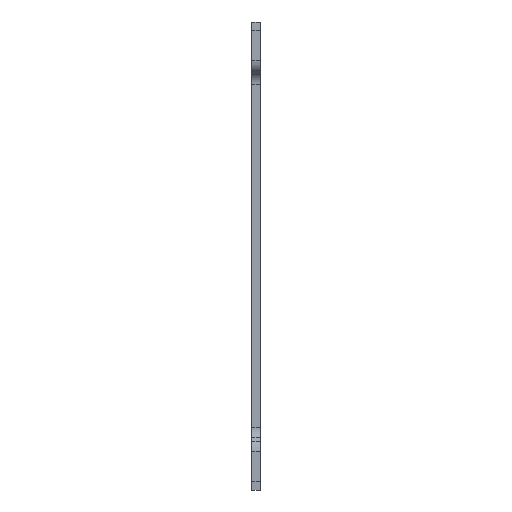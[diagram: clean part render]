
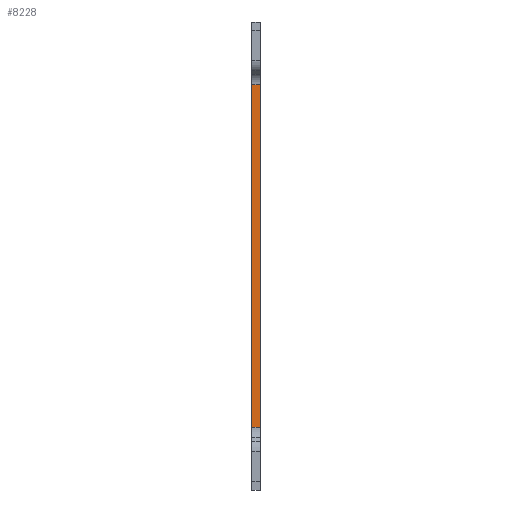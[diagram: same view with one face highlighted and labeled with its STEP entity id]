
A CAD part, front view. The second image highlights one B-rep face of the part: STEP entity #8228.
In plain terms, the highlighted face is planar.
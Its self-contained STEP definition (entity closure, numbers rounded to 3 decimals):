
#566=FACE_OUTER_BOUND('',#1056,.T.);
#1056=EDGE_LOOP('',(#6526,#6527,#6528,#6529));
#1447=LINE('',#11177,#2437);
#1733=LINE('',#12595,#2723);
#2001=LINE('',#13170,#2991);
#2002=LINE('',#13172,#2992);
#2437=VECTOR('',#9135,246.885);
#2723=VECTOR('',#9533,246.885);
#2991=VECTOR('',#10103,6.);
#2992=VECTOR('',#10106,6.);
#3430=VERTEX_POINT('',#11174);
#3431=VERTEX_POINT('',#11176);
#3821=VERTEX_POINT('',#12592);
#3822=VERTEX_POINT('',#12594);
#4245=EDGE_CURVE('',#3430,#3431,#1447,.T.);
#4637=EDGE_CURVE('',#3822,#3821,#1733,.T.);
#4930=EDGE_CURVE('',#3430,#3822,#2001,.T.);
#4931=EDGE_CURVE('',#3431,#3821,#2002,.T.);
#6526=ORIENTED_EDGE('',*,*,#4637,.T.);
#6527=ORIENTED_EDGE('',*,*,#4931,.F.);
#6528=ORIENTED_EDGE('',*,*,#4245,.F.);
#6529=ORIENTED_EDGE('',*,*,#4930,.T.);
#7915=PLANE('',#8748);
#8228=ADVANCED_FACE('',(#566),#7915,.F.);
#8748=AXIS2_PLACEMENT_3D('',#13171,#10104,#10105);
#9135=DIRECTION('',(1.,0.,0.));
#9533=DIRECTION('',(1.,0.,0.));
#10103=DIRECTION('',(0.,-1.,0.));
#10104=DIRECTION('center_axis',(0.,0.,-1.));
#10105=DIRECTION('ref_axis',(-1.,0.,0.));
#10106=DIRECTION('',(0.,-1.,0.));
#11174=CARTESIAN_POINT('',(-118.111,6.,16.964));
#11176=CARTESIAN_POINT('',(128.774,6.,16.964));
#11177=CARTESIAN_POINT('',(-118.111,6.,16.964));
#12592=CARTESIAN_POINT('',(128.774,0.,16.964));
#12594=CARTESIAN_POINT('',(-118.111,0.,16.964));
#12595=CARTESIAN_POINT('',(-118.111,0.,16.964));
#13170=CARTESIAN_POINT('',(-118.111,6.,16.964));
#13171=CARTESIAN_POINT('Origin',(0.,6.,16.964));
#13172=CARTESIAN_POINT('',(128.774,6.,16.964));
